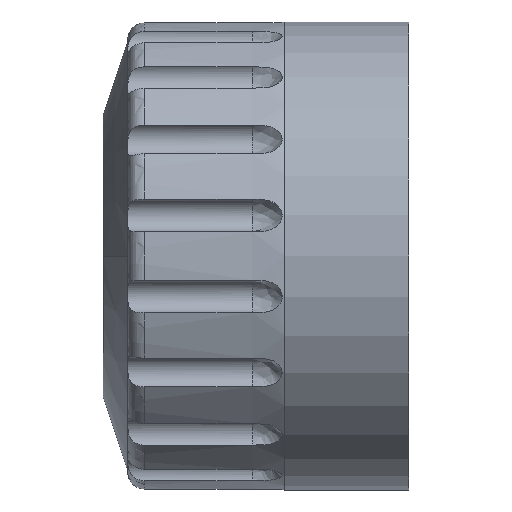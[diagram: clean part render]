
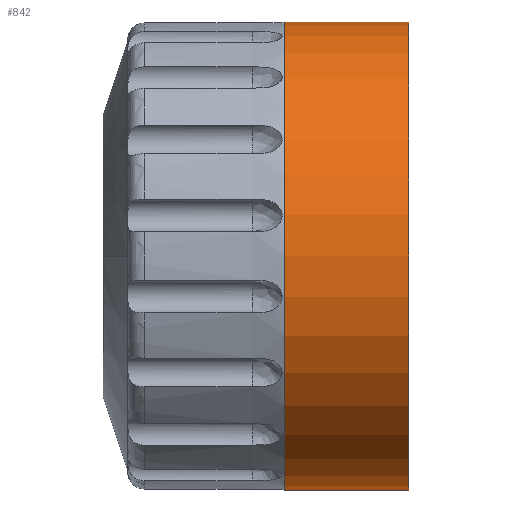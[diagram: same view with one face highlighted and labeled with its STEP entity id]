
A CAD part, left-side view. The second image highlights one B-rep face of the part: STEP entity #842.
In plain terms, the highlighted cylindrical face has radius 14.376 mm (diameter 28.753 mm), a partial arc.
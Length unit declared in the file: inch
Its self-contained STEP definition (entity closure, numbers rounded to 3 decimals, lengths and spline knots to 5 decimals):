
#159 = EDGE_CURVE ( 'NONE', #175, #178, #1557, .T. ) ;
#170 = VERTEX_POINT ( 'NONE', #1539 ) ;
#173 = VERTEX_POINT ( 'NONE', #1531 ) ;
#175 = VERTEX_POINT ( 'NONE', #1530 ) ;
#178 = VERTEX_POINT ( 'NONE', #1659 ) ;
#180 = EDGE_CURVE ( 'NONE', #170, #173, #1653, .T. ) ;
#704 = EDGE_CURVE ( 'NONE', #173, #178, #3092, .T. ) ;
#705 = EDGE_LOOP ( 'NONE', ( #836, #841, #843, #845 ) ) ;
#758 = EDGE_CURVE ( 'NONE', #170, #175, #3208, .T. ) ;
#836 = ORIENTED_EDGE ( 'NONE', *, *, #180, .F. ) ;
#841 = ORIENTED_EDGE ( 'NONE', *, *, #758, .T. ) ;
#842 = ADVANCED_FACE ( 'NONE', ( #3562 ), #3671, .T. ) ;
#843 = ORIENTED_EDGE ( 'NONE', *, *, #159, .T. ) ;
#845 = ORIENTED_EDGE ( 'NONE', *, *, #704, .F. ) ;
#1530 = CARTESIAN_POINT ( 'NONE',  ( 0., 0., 0.566 ) ) ;
#1531 = CARTESIAN_POINT ( 'NONE',  ( 0., 0.3, -0.566 ) ) ;
#1539 = CARTESIAN_POINT ( 'NONE',  ( 0., 0., -0.566 ) ) ;
#1548 = DIRECTION ( 'NONE',  ( 0., 1., 0. ) ) ;
#1549 = VECTOR ( 'NONE', #1548, 39.37008 ) ;
#1550 = CARTESIAN_POINT ( 'NONE',  ( 0., 0.68, 0.566 ) ) ;
#1557 = LINE ( 'NONE', #1550, #1549 ) ;
#1646 = DIRECTION ( 'NONE',  ( 0., 1., 0. ) ) ;
#1647 = VECTOR ( 'NONE', #1646, 39.37008 ) ;
#1653 = LINE ( 'NONE', #1668, #1647 ) ;
#1659 = CARTESIAN_POINT ( 'NONE',  ( 0., 0.3, 0.566 ) ) ;
#1668 = CARTESIAN_POINT ( 'NONE',  ( 0., 0.68, -0.566 ) ) ;
#3067 = DIRECTION ( 'NONE',  ( 0., 0., 1. ) ) ;
#3068 = DIRECTION ( 'NONE',  ( 0., 1., 0. ) ) ;
#3069 = CARTESIAN_POINT ( 'NONE',  ( 0., 0.3, 0. ) ) ;
#3091 = AXIS2_PLACEMENT_3D ( 'NONE', #3069, #3068, #3067 ) ;
#3092 = CIRCLE ( 'NONE', #3091, 0.566 ) ;
#3199 = DIRECTION ( 'NONE',  ( 0., 0., 1. ) ) ;
#3200 = DIRECTION ( 'NONE',  ( 0., 1., 0. ) ) ;
#3205 = AXIS2_PLACEMENT_3D ( 'NONE', #3207, #3200, #3199 ) ;
#3207 = CARTESIAN_POINT ( 'NONE',  ( 0., 0., 0. ) ) ;
#3208 = CIRCLE ( 'NONE', #3205, 0.566 ) ;
#3559 = AXIS2_PLACEMENT_3D ( 'NONE', #3564, #3567, #3570 ) ;
#3562 = FACE_OUTER_BOUND ( 'NONE', #705, .T. ) ;
#3564 = CARTESIAN_POINT ( 'NONE',  ( 0., 0.68, 0. ) ) ;
#3567 = DIRECTION ( 'NONE',  ( 0., 1., 0. ) ) ;
#3570 = DIRECTION ( 'NONE',  ( 0., 0., 1. ) ) ;
#3671 = CYLINDRICAL_SURFACE ( 'NONE', #3559, 0.566 ) ;
